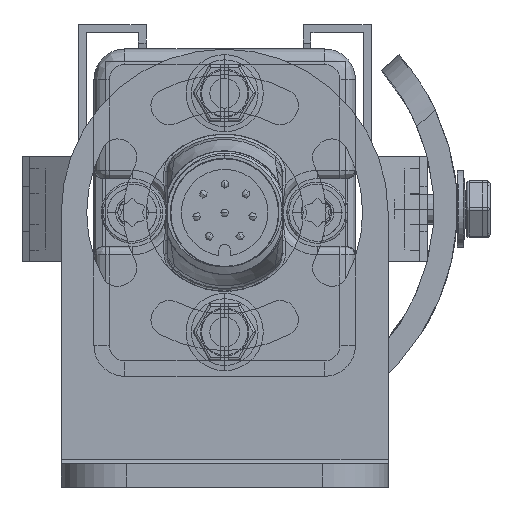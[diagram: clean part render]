
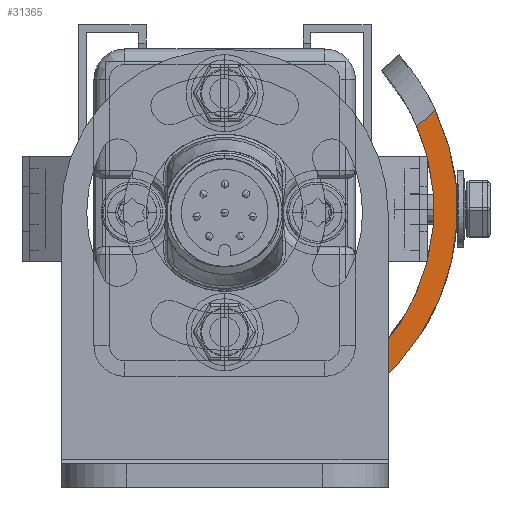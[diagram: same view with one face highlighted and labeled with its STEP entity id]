
A CAD part, front view. The second image highlights one B-rep face of the part: STEP entity #31365.
In plain terms, the highlighted face is planar.
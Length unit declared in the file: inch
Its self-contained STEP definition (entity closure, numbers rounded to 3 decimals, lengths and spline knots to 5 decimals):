
#30345=DIRECTION('',(1.,0.,0.));
#30346=VECTOR('',#30345,0.375);
#30347=CARTESIAN_POINT('',(0.,0.16,-1.11));
#30348=LINE('',#30347,#30346);
#30366=DIRECTION('',(0.,1.,0.));
#30367=VECTOR('',#30366,0.09);
#30368=CARTESIAN_POINT('',(0.375,0.16,-1.11));
#30369=LINE('',#30368,#30367);
#30387=DIRECTION('',(1.,0.,0.));
#30388=VECTOR('',#30387,0.375);
#30389=CARTESIAN_POINT('',(0.,0.25,-1.11));
#30390=LINE('',#30389,#30388);
#30581=DIRECTION('',(0.749,-0.663,0.));
#30582=VECTOR('',#30581,0.09423);
#30583=CARTESIAN_POINT('',(-0.80539,1.42875,-1.11));
#30584=LINE('',#30583,#30582);
#30613=CARTESIAN_POINT('',(0.,1.05,-1.11));
#30614=DIRECTION('',(0.,0.,-1.));
#30615=DIRECTION('',(0.,-1.,0.));
#30616=AXIS2_PLACEMENT_3D('',#30613,#30614,#30615);
#30618=CARTESIAN_POINT('',(0.,1.05,-1.11));
#30619=DIRECTION('',(0.,0.,1.));
#30620=DIRECTION('',(-0.905,0.426,0.));
#30621=AXIS2_PLACEMENT_3D('',#30618,#30619,#30620);
#30779=CARTESIAN_POINT('',(0.,0.25,-1.11));
#30780=VERTEX_POINT('',#30779);
#30781=CARTESIAN_POINT('',(0.,0.16,-1.11));
#30782=VERTEX_POINT('',#30781);
#30803=CARTESIAN_POINT('',(0.375,0.16,-1.11));
#30804=VERTEX_POINT('',#30803);
#30805=CARTESIAN_POINT('',(0.375,0.25,-1.11));
#30806=VERTEX_POINT('',#30805);
#30814=CARTESIAN_POINT('',(-0.80539,1.42875,-1.11));
#30815=CARTESIAN_POINT('',(-0.73481,1.36631,-1.11));
#30816=VERTEX_POINT('',#30814);
#30817=VERTEX_POINT('',#30815);
#31352=CARTESIAN_POINT('',(0.,0.16,-1.11));
#31353=DIRECTION('',(0.,0.,-1.));
#31354=DIRECTION('',(1.,0.,0.));
#31355=AXIS2_PLACEMENT_3D('',#31352,#31353,#31354);
#31356=PLANE('',#31355);
#31357=ORIENTED_EDGE('',*,*,#31089,.T.);
#31358=ORIENTED_EDGE('',*,*,#31106,.T.);
#31359=ORIENTED_EDGE('',*,*,#31122,.F.);
#31360=ORIENTED_EDGE('',*,*,#31286,.T.);
#31361=ORIENTED_EDGE('',*,*,#31344,.F.);
#31362=ORIENTED_EDGE('',*,*,#31228,.T.);
#31363=EDGE_LOOP('',(#31357,#31358,#31359,#31360,#31361,#31362));
#31364=FACE_OUTER_BOUND('',#31363,.F.);
#31365=ADVANCED_FACE('',(#31364),#31356,.T.);
#30617=CIRCLE('',#30616,0.8);
#30622=CIRCLE('',#30621,0.89);
#31089=EDGE_CURVE('',#30782,#30804,#30348,.T.);
#31106=EDGE_CURVE('',#30804,#30806,#30369,.T.);
#31122=EDGE_CURVE('',#30780,#30806,#30390,.T.);
#31228=EDGE_CURVE('',#30816,#30782,#30622,.T.);
#31286=EDGE_CURVE('',#30780,#30817,#30617,.T.);
#31344=EDGE_CURVE('',#30816,#30817,#30584,.T.);
